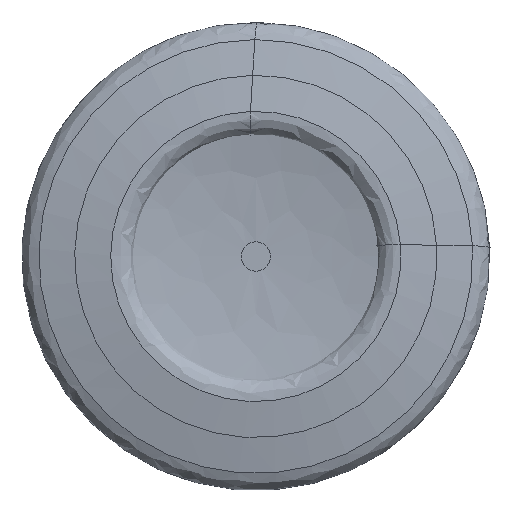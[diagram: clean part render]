
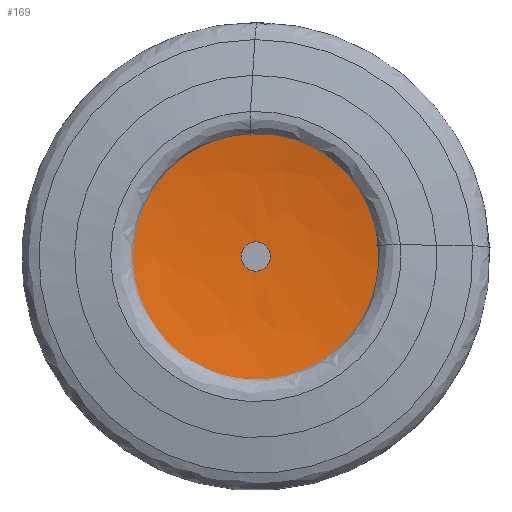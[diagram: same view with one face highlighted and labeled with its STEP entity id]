
A CAD part, left-side view. The second image highlights one B-rep face of the part: STEP entity #169.
In plain terms, the highlighted free-form (B-spline) face has degree [3, 3] with [4, 7] control points.
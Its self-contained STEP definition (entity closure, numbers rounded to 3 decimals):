
#110=(
BOUNDED_SURFACE()
B_SPLINE_SURFACE(3,3,((#931,#932,#933,#934,#935,#936,#937),(#938,#939,#940,
#941,#942,#943,#944),(#945,#946,#947,#948,#949,#950,#951),(#952,#953,#954,
#955,#956,#957,#958)),.UNSPECIFIED.,.F.,.T.,.F.)
B_SPLINE_SURFACE_WITH_KNOTS((4,4),(1,3,3,3,1),(0.,1.),(-0.5,0.,0.5,1.,1.5),
 .UNSPECIFIED.)
GEOMETRIC_REPRESENTATION_ITEM()
RATIONAL_B_SPLINE_SURFACE(((1.,0.333,0.333,1.,0.333,
0.333,1.),(0.997,0.332,0.332,
0.997,0.332,0.332,0.997),
(0.997,0.332,0.332,0.997,
0.332,0.332,0.997),(1.,0.333,
0.333,1.,0.333,0.333,1.)))
REPRESENTATION_ITEM('')
SURFACE()
);
#169=ADVANCED_FACE('',(#234,#235),#110,.T.);
#234=FACE_BOUND('',#274,.T.);
#235=FACE_BOUND('',#275,.T.);
#274=EDGE_LOOP('',(#340));
#275=EDGE_LOOP('',(#341));
#340=ORIENTED_EDGE('',*,*,#510,.F.);
#341=ORIENTED_EDGE('',*,*,#509,.T.);
#464=VERTEX_POINT('',#927);
#465=VERTEX_POINT('',#930);
#509=EDGE_CURVE('',#464,#464,#578,.T.);
#510=EDGE_CURVE('',#465,#465,#579,.T.);
#578=CIRCLE('',#643,9.69);
#579=CIRCLE('',#645,1.);
#643=AXIS2_PLACEMENT_3D('',#926,#744,#745);
#645=AXIS2_PLACEMENT_3D('',#929,#748,#749);
#744=DIRECTION('',(-1.,0.,0.));
#745=DIRECTION('',(0.,0.,1.));
#748=DIRECTION('',(-1.,0.,0.));
#749=DIRECTION('',(0.,0.,1.));
#926=CARTESIAN_POINT('',(0.612,0.,0.));
#927=CARTESIAN_POINT('',(0.612,0.,9.69));
#929=CARTESIAN_POINT('',(1.5,0.,0.));
#930=CARTESIAN_POINT('',(1.5,0.,1.));
#931=CARTESIAN_POINT('',(1.5,0.,1.));
#932=CARTESIAN_POINT('',(1.5,2.,1.));
#933=CARTESIAN_POINT('',(1.5,2.,-1.));
#934=CARTESIAN_POINT('',(1.5,0.,-1.));
#935=CARTESIAN_POINT('',(1.5,-2.,-1.));
#936=CARTESIAN_POINT('',(1.5,-2.,1.));
#937=CARTESIAN_POINT('',(1.5,0.,1.));
#938=CARTESIAN_POINT('',(1.5,0.,3.922));
#939=CARTESIAN_POINT('',(1.5,7.844,3.922));
#940=CARTESIAN_POINT('',(1.5,7.844,-3.922));
#941=CARTESIAN_POINT('',(1.5,0.,-3.922));
#942=CARTESIAN_POINT('',(1.5,-7.844,-3.922));
#943=CARTESIAN_POINT('',(1.5,-7.844,3.922));
#944=CARTESIAN_POINT('',(1.5,0.,3.922));
#945=CARTESIAN_POINT('',(1.203,0.,6.829));
#946=CARTESIAN_POINT('',(1.203,13.657,6.829));
#947=CARTESIAN_POINT('',(1.203,13.657,-6.829));
#948=CARTESIAN_POINT('',(1.203,0.,-6.829));
#949=CARTESIAN_POINT('',(1.203,-13.657,-6.829));
#950=CARTESIAN_POINT('',(1.203,-13.657,6.829));
#951=CARTESIAN_POINT('',(1.203,0.,6.829));
#952=CARTESIAN_POINT('',(0.612,0.,9.69));
#953=CARTESIAN_POINT('',(0.612,19.38,9.69));
#954=CARTESIAN_POINT('',(0.612,19.38,-9.69));
#955=CARTESIAN_POINT('',(0.612,0.,-9.69));
#956=CARTESIAN_POINT('',(0.612,-19.38,-9.69));
#957=CARTESIAN_POINT('',(0.612,-19.38,9.69));
#958=CARTESIAN_POINT('',(0.612,0.,9.69));
